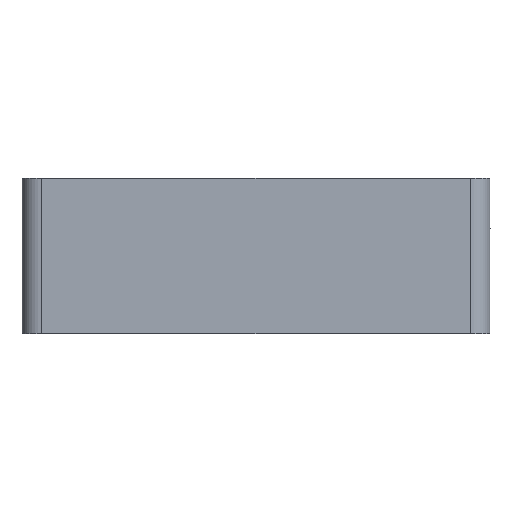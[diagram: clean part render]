
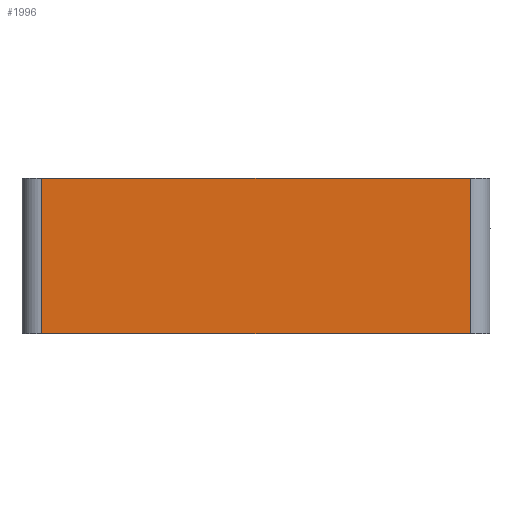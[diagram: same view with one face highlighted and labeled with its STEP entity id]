
A CAD part, left-side view. The second image highlights one B-rep face of the part: STEP entity #1996.
In plain terms, the highlighted planar face has unit normal (-1, 0, 0).
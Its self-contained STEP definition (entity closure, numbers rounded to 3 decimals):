
#60=PLANE('',#2156);
#164=FACE_OUTER_BOUND('',#273,.T.);
#273=EDGE_LOOP('',(#1712,#1713,#1714,#1715));
#572=LINE('',#8369,#726);
#576=LINE('',#8378,#730);
#577=LINE('',#8380,#731);
#578=LINE('',#8381,#732);
#726=VECTOR('',#2568,10.);
#730=VECTOR('',#2578,10.);
#731=VECTOR('',#2579,10.);
#732=VECTOR('',#2580,10.);
#938=VERTEX_POINT('',#8366);
#939=VERTEX_POINT('',#8368);
#941=VERTEX_POINT('',#8377);
#942=VERTEX_POINT('',#8379);
#1219=EDGE_CURVE('',#938,#939,#572,.T.);
#1224=EDGE_CURVE('',#939,#941,#576,.T.);
#1225=EDGE_CURVE('',#942,#938,#577,.T.);
#1226=EDGE_CURVE('',#941,#942,#578,.T.);
#1712=ORIENTED_EDGE('',*,*,#1224,.F.);
#1713=ORIENTED_EDGE('',*,*,#1219,.F.);
#1714=ORIENTED_EDGE('',*,*,#1225,.F.);
#1715=ORIENTED_EDGE('',*,*,#1226,.F.);
#1996=ADVANCED_FACE('',(#164),#60,.T.);
#2156=AXIS2_PLACEMENT_3D('',#8376,#2576,#2577);
#2568=DIRECTION('',(0.,0.,-1.));
#2576=DIRECTION('center_axis',(-1.,0.,0.));
#2577=DIRECTION('ref_axis',(0.,-1.,0.));
#2578=DIRECTION('',(0.,1.,0.));
#2579=DIRECTION('',(0.,-1.,0.));
#2580=DIRECTION('',(0.,0.,1.));
#8366=CARTESIAN_POINT('',(0.,5.,40.));
#8368=CARTESIAN_POINT('',(0.,5.,0.));
#8369=CARTESIAN_POINT('',(0.,5.,0.));
#8376=CARTESIAN_POINT('Origin',(0.,80.,0.));
#8377=CARTESIAN_POINT('',(0.,115.,0.));
#8378=CARTESIAN_POINT('',(0.,65.,0.));
#8379=CARTESIAN_POINT('',(0.,115.,40.));
#8380=CARTESIAN_POINT('',(0.,105.,40.));
#8381=CARTESIAN_POINT('',(0.,115.,0.));
